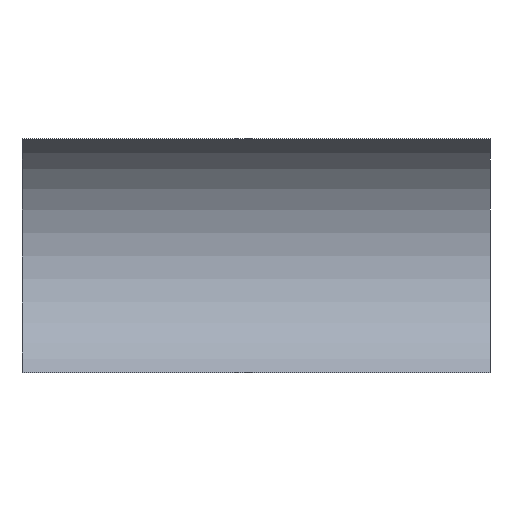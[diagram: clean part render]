
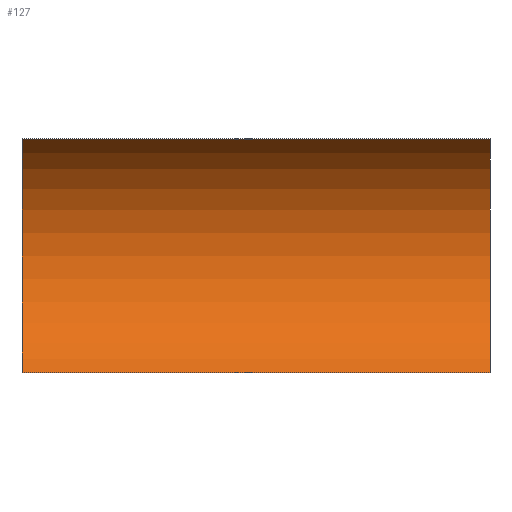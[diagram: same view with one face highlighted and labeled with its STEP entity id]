
A CAD part, left-side view. The second image highlights one B-rep face of the part: STEP entity #127.
In plain terms, the highlighted cylindrical face has radius 5.82 mm (diameter 11.64 mm), a partial arc.
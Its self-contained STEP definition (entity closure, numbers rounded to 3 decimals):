
#2 = ORIENTED_EDGE ( 'NONE', *, *, #113, .T. ) ;
#10 = FACE_OUTER_BOUND ( 'NONE', #147, .T. ) ;
#11 = DIRECTION ( 'NONE',  ( 0., -1., 0. ) ) ;
#12 = DIRECTION ( 'NONE',  ( 0., -1., 0. ) ) ;
#22 = CARTESIAN_POINT ( 'NONE',  ( -7.82, 20., 5. ) ) ;
#23 = ORIENTED_EDGE ( 'NONE', *, *, #73, .T. ) ;
#24 = VERTEX_POINT ( 'NONE', #78 ) ;
#26 = DIRECTION ( 'NONE',  ( 0., 0., -1. ) ) ;
#28 = AXIS2_PLACEMENT_3D ( 'NONE', #176, #82, #39 ) ;
#35 = AXIS2_PLACEMENT_3D ( 'NONE', #192, #12, #26 ) ;
#38 = DIRECTION ( 'NONE',  ( 0., 0., 1. ) ) ;
#39 = DIRECTION ( 'NONE',  ( 0., 0., 1. ) ) ;
#51 = ORIENTED_EDGE ( 'NONE', *, *, #63, .F. ) ;
#59 = DIRECTION ( 'NONE',  ( 0., -1., 0. ) ) ;
#63 = EDGE_CURVE ( 'NONE', #169, #165, #188, .T. ) ;
#72 = DIRECTION ( 'NONE',  ( 0., -1., 0. ) ) ;
#73 = EDGE_CURVE ( 'NONE', #169, #76, #93, .T. ) ;
#76 = VERTEX_POINT ( 'NONE', #166 ) ;
#78 = CARTESIAN_POINT ( 'NONE',  ( -4.841, 0., 10. ) ) ;
#82 = DIRECTION ( 'NONE',  ( 0., -1., 0. ) ) ;
#84 = CARTESIAN_POINT ( 'NONE',  ( -4.841, 20., 0. ) ) ;
#87 = CIRCLE ( 'NONE', #28, 5.82 ) ;
#93 = LINE ( 'NONE', #163, #144 ) ;
#96 = CARTESIAN_POINT ( 'NONE',  ( -4.841, 20., 10. ) ) ;
#112 = VECTOR ( 'NONE', #59, 1000. ) ;
#113 = EDGE_CURVE ( 'NONE', #76, #24, #87, .T. ) ;
#127 = ADVANCED_FACE ( 'NONE', ( #10 ), #181, .F. ) ;
#135 = EDGE_CURVE ( 'NONE', #165, #24, #200, .T. ) ;
#136 = ORIENTED_EDGE ( 'NONE', *, *, #135, .F. ) ;
#144 = VECTOR ( 'NONE', #72, 1000. ) ;
#147 = EDGE_LOOP ( 'NONE', ( #2, #136, #51, #23 ) ) ;
#163 = CARTESIAN_POINT ( 'NONE',  ( -4.841, 20., 0. ) ) ;
#165 = VERTEX_POINT ( 'NONE', #96 ) ;
#166 = CARTESIAN_POINT ( 'NONE',  ( -4.841, 0., 0. ) ) ;
#169 = VERTEX_POINT ( 'NONE', #84 ) ;
#172 = CARTESIAN_POINT ( 'NONE',  ( -4.841, 20., 10. ) ) ;
#176 = CARTESIAN_POINT ( 'NONE',  ( -7.82, 0., 5. ) ) ;
#181 = CYLINDRICAL_SURFACE ( 'NONE', #35, 5.82 ) ;
#188 = CIRCLE ( 'NONE', #190, 5.82 ) ;
#190 = AXIS2_PLACEMENT_3D ( 'NONE', #22, #11, #38 ) ;
#192 = CARTESIAN_POINT ( 'NONE',  ( -7.82, 20., 5. ) ) ;
#200 = LINE ( 'NONE', #172, #112 ) ;
